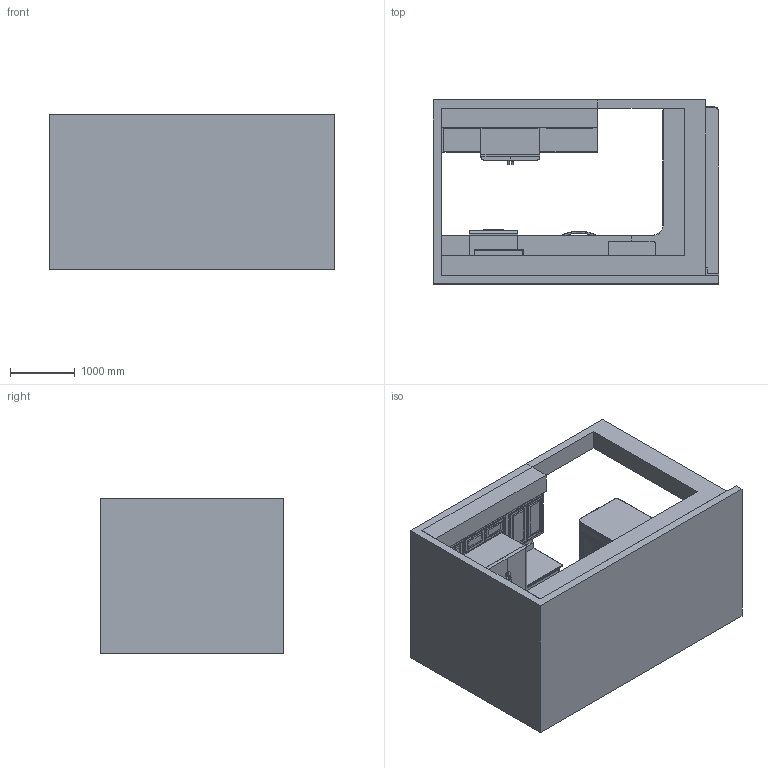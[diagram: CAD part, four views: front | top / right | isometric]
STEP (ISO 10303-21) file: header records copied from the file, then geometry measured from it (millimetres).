
FILE_DESCRIPTION(/* description */ ('STEP AP242','CAx-IF Rec.Pracs.---Representation and Presentation of Product Manufacturing Information (PMI)---4.0---2014-10-13','CAx-IF Rec.Pracs.---3D Tessellated Geometry---0.4---2014-09-14','2;1'),/* implementation_level */ '2;1');
FILE_NAME(/* name */ '66b444453cd04f68ef193b31',/* time_stamp */ '2024-08-08T04:06:31Z',/* author */ (''),/* organization */ (''),/* preprocessor_version */ 'ST-DEVELOPER v20',/* originating_system */ ' ',/* authorisation */ ' ');
FILE_SCHEMA (('AP242_MANAGED_MODEL_BASED_3D_ENGINEERING_MIM_LF { 1 0 10303 442 1 1 4 }'));
Products named in the file (73): Part 73; Part 72; Part 71; Part 70; Part 69; Part 68; Part 67; Part 66; Part 65; Part 64; Part 63; Part 62; Part 61; Part 60; Part 59; Part 58; Part 57; Part 56; Part 55; Part 54; Part 53; Part 52; Part 51; Part 50; Part 49; Part 48; Part 47; Part 46; Part 44; Top; Part 41; Part 40; Part 39; Part 38; Part 37; Part 36; Part 35; Part 33; Part 34; Part 32 ...
Bounding box: 4410 x 2840 x 2400 mm (x, y, z)
Volume: 10295111810.4 mm3; surface area: 145380796 mm2
Topology: 73 solids, 73 shells, 1303 faces, 2956 edges, 1831 vertices
Faces by surface type: plane 915, cylinder 318, bspline 51, torus 15, sphere 4
Full cylindrical faces by diameter (mm): 35 x1, 90 x1
Entity records: 51801 total; most frequent: CARTESIAN_POINT 20953, DIRECTION 5984, ORIENTED_EDGE 5878, EDGE_CURVE 2939, LINE 2276, VECTOR 2276, AXIS2_PLACEMENT_3D 1854, VERTEX_POINT 1829
